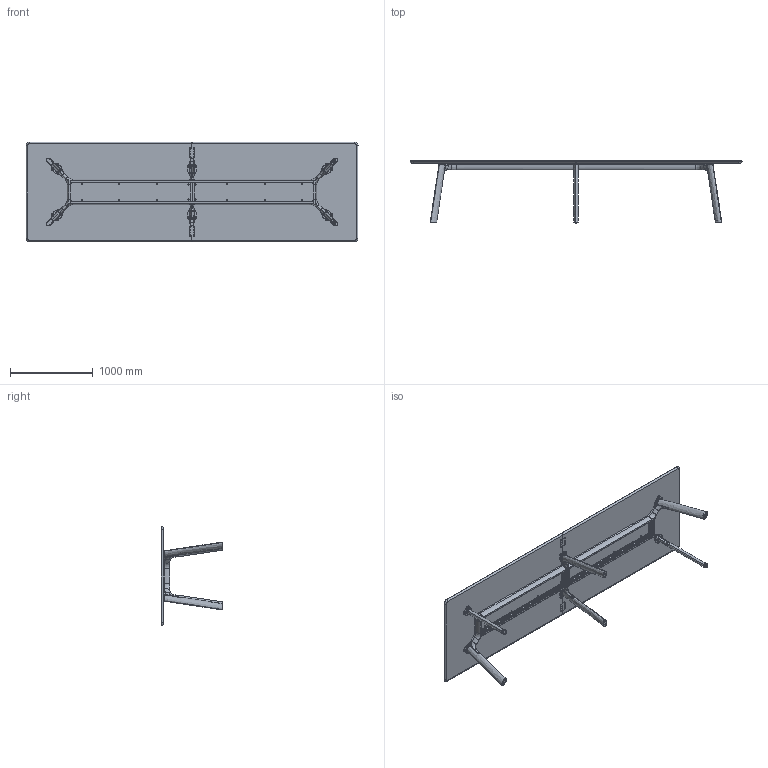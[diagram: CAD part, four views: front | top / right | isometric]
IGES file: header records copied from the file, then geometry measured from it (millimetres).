
Start section: SolidWorks IGES file using analytic representation for surfaces
Global section: file name: Arco-Grid-rectangular_connected-400x120x75-Jonathan_Prestwich-3Dfile.IGS; native system: SolidWorks 2019; preprocessor: SolidWorks 2019; author: jellisg; date: 210621.154117; units: millimetre
Bounding box: 4000 x 746.02 x 1200 mm (x, y, z)
Surface area: 12631576.8 mm2 (no closed solid volume)
Topology: 0 solids, 0 shells, 924 faces, 16468 edges, 16448 vertices
Faces by surface type: bspline 530, revolution 394
